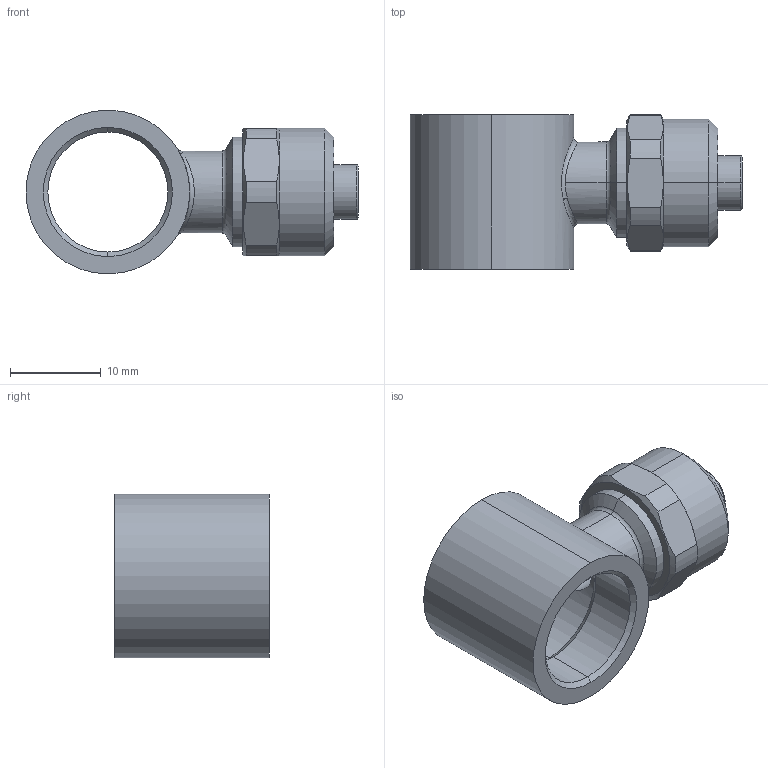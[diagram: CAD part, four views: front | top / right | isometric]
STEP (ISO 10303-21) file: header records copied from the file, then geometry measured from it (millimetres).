
FILE_DESCRIPTION (( 'STEP AP203' ), '1' );
FILE_NAME ('02130042.STEP', '2011-09-30T07:53:18', ( '' ), ( 'sopra-pneumatic' ), 'SwSTEP 2.0', 'SolidWorks 2011', '' );
FILE_SCHEMA (( 'CONFIG_CONTROL_DESIGN' ));
Length unit declared in the file: millimetre
Products named in the file (1): 02130042
Bounding box: 36.5 x 17 x 18 mm (x, y, z)
Volume: 3519.9 mm3; surface area: 3101.2 mm2
Topology: 1 solids, 1 shells, 70 faces, 156 edges, 92 vertices
Faces by surface type: cylinder 26, cone 26, plane 12, torus 4, bspline 2
Entity records: 2461 total; most frequent: CARTESIAN_POINT 831, DIRECTION 342, ORIENTED_EDGE 312, EDGE_CURVE 156, AXIS2_PLACEMENT_3D 145, VERTEX_POINT 92, EDGE_LOOP 78, CIRCLE 76
